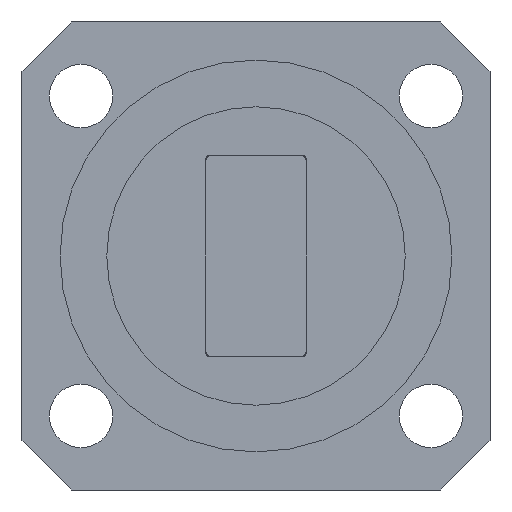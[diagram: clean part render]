
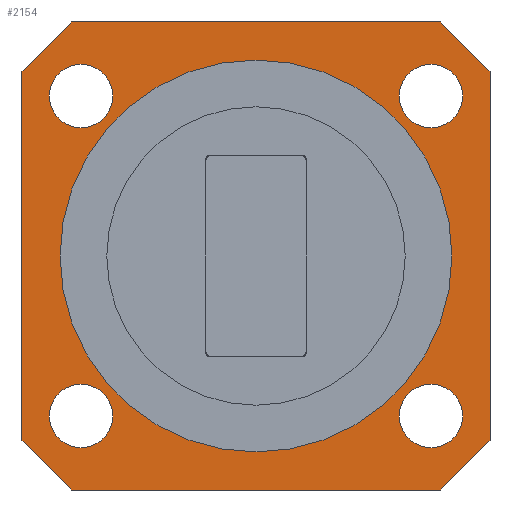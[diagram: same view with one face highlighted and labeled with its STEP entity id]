
A CAD part, left-side view. The second image highlights one B-rep face of the part: STEP entity #2154.
In plain terms, the highlighted planar face has unit normal (-1, 0, 0).
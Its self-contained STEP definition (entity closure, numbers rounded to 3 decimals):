
#18 = CARTESIAN_POINT ( 'NONE',  ( -87., 15.05, 11.88 ) ) ;
#21 = EDGE_CURVE ( 'NONE', #988, #1703, #2861, .T. ) ;
#28 = CARTESIAN_POINT ( 'NONE',  ( -87., -15.05, -11.88 ) ) ;
#66 = DIRECTION ( 'NONE',  ( -1., 0., 0. ) ) ;
#68 = VERTEX_POINT ( 'NONE', #2053 ) ;
#108 = ORIENTED_EDGE ( 'NONE', *, *, #1647, .T. ) ;
#126 = EDGE_CURVE ( 'NONE', #315, #2331, #2794, .T. ) ;
#247 = FACE_BOUND ( 'NONE', #2599, .T. ) ;
#287 = EDGE_CURVE ( 'NONE', #1392, #1392, #1503, .T. ) ;
#301 = DIRECTION ( 'NONE',  ( -1., 0., 0. ) ) ;
#315 = VERTEX_POINT ( 'NONE', #3253 ) ;
#323 = EDGE_CURVE ( 'NONE', #1349, #1349, #3637, .T. ) ;
#342 = CARTESIAN_POINT ( 'NONE',  ( -87., -11.88, -15.05 ) ) ;
#348 = CARTESIAN_POINT ( 'NONE',  ( -87., -11.88, -15.05 ) ) ;
#362 = ORIENTED_EDGE ( 'NONE', *, *, #1496, .F. ) ;
#377 = VECTOR ( 'NONE', #1852, 1000. ) ;
#390 = EDGE_CURVE ( 'NONE', #2917, #988, #2129, .T. ) ;
#426 = EDGE_CURVE ( 'NONE', #68, #2596, #2428, .T. ) ;
#429 = ORIENTED_EDGE ( 'NONE', *, *, #1511, .F. ) ;
#431 = VERTEX_POINT ( 'NONE', #18 ) ;
#471 = CARTESIAN_POINT ( 'NONE',  ( -87., 11.25, 12.328 ) ) ;
#511 = CARTESIAN_POINT ( 'NONE',  ( -87., 0., 0. ) ) ;
#549 = VECTOR ( 'NONE', #1871, 1000. ) ;
#551 = DIRECTION ( 'NONE',  ( -1., 0., 0. ) ) ;
#557 = AXIS2_PLACEMENT_3D ( 'NONE', #3608, #2044, #3288 ) ;
#564 = PLANE ( 'NONE',  #3815 ) ;
#598 = AXIS2_PLACEMENT_3D ( 'NONE', #3298, #551, #2938 ) ;
#599 = EDGE_LOOP ( 'NONE', ( #768 ) ) ;
#684 = VECTOR ( 'NONE', #1144, 1000. ) ;
#744 = VERTEX_POINT ( 'NONE', #471 ) ;
#768 = ORIENTED_EDGE ( 'NONE', *, *, #323, .F. ) ;
#790 = VECTOR ( 'NONE', #3871, 1000. ) ;
#869 = CIRCLE ( 'NONE', #3103, 2.042 ) ;
#889 = DIRECTION ( 'NONE',  ( 0., 0.707, -0.707 ) ) ;
#955 = EDGE_LOOP ( 'NONE', ( #1412, #2965, #3809, #108, #2927, #3588, #1973, #3259 ) ) ;
#988 = VERTEX_POINT ( 'NONE', #28 ) ;
#1030 = CARTESIAN_POINT ( 'NONE',  ( -87., -15.05, 11.88 ) ) ;
#1057 = CARTESIAN_POINT ( 'NONE',  ( -87., 11.25, -8.243 ) ) ;
#1076 = LINE ( 'NONE', #3547, #790 ) ;
#1144 = DIRECTION ( 'NONE',  ( 0., 0., 1. ) ) ;
#1155 = DIRECTION ( 'NONE',  ( 0., 1., 0. ) ) ;
#1220 = DIRECTION ( 'NONE',  ( 1., 0., 0. ) ) ;
#1275 = DIRECTION ( 'NONE',  ( 0., 0., 1. ) ) ;
#1310 = CARTESIAN_POINT ( 'NONE',  ( -87., 15.05, -11.88 ) ) ;
#1327 = CARTESIAN_POINT ( 'NONE',  ( -87., 0., 12.6 ) ) ;
#1343 = CARTESIAN_POINT ( 'NONE',  ( -87., -15.05, 15.05 ) ) ;
#1349 = VERTEX_POINT ( 'NONE', #1327 ) ;
#1392 = VERTEX_POINT ( 'NONE', #1700 ) ;
#1412 = ORIENTED_EDGE ( 'NONE', *, *, #21, .T. ) ;
#1496 = EDGE_CURVE ( 'NONE', #2907, #2907, #2111, .T. ) ;
#1503 = CIRCLE ( 'NONE', #598, 2.042 ) ;
#1511 = EDGE_CURVE ( 'NONE', #3450, #3450, #2988, .T. ) ;
#1526 = CARTESIAN_POINT ( 'NONE',  ( -87., 11.88, 15.05 ) ) ;
#1563 = ORIENTED_EDGE ( 'NONE', *, *, #1573, .F. ) ;
#1573 = EDGE_CURVE ( 'NONE', #744, #744, #869, .T. ) ;
#1598 = DIRECTION ( 'NONE',  ( 0., -0.707, -0.707 ) ) ;
#1623 = EDGE_CURVE ( 'NONE', #1703, #68, #2711, .T. ) ;
#1647 = EDGE_CURVE ( 'NONE', #2596, #431, #3681, .T. ) ;
#1700 = CARTESIAN_POINT ( 'NONE',  ( -87., -11.25, -8.242 ) ) ;
#1703 = VERTEX_POINT ( 'NONE', #1030 ) ;
#1758 = CARTESIAN_POINT ( 'NONE',  ( -87., -11.25, 10.285 ) ) ;
#1851 = EDGE_LOOP ( 'NONE', ( #429 ) ) ;
#1852 = DIRECTION ( 'NONE',  ( 0., 0.707, 0.707 ) ) ;
#1871 = DIRECTION ( 'NONE',  ( 0., -0.707, 0.707 ) ) ;
#1973 = ORIENTED_EDGE ( 'NONE', *, *, #3240, .T. ) ;
#2044 = DIRECTION ( 'NONE',  ( -1., 0., 0. ) ) ;
#2053 = CARTESIAN_POINT ( 'NONE',  ( -87., -11.88, 15.05 ) ) ;
#2099 = VECTOR ( 'NONE', #1155, 1000. ) ;
#2107 = FACE_BOUND ( 'NONE', #599, .T. ) ;
#2111 = CIRCLE ( 'NONE', #2731, 2.042 ) ;
#2129 = LINE ( 'NONE', #342, #549 ) ;
#2154 = ADVANCED_FACE ( 'NONE', ( #2694, #3855, #247, #3629, #2107, #3313 ), #564, .F. ) ;
#2187 = CARTESIAN_POINT ( 'NONE',  ( -87., 0., 0. ) ) ;
#2232 = CARTESIAN_POINT ( 'NONE',  ( -87., 11.88, 15.05 ) ) ;
#2262 = ORIENTED_EDGE ( 'NONE', *, *, #287, .F. ) ;
#2331 = VERTEX_POINT ( 'NONE', #2992 ) ;
#2373 = DIRECTION ( 'NONE',  ( 0., 0., 1. ) ) ;
#2408 = CARTESIAN_POINT ( 'NONE',  ( -87., -15.05, -15.05 ) ) ;
#2428 = LINE ( 'NONE', #2695, #2099 ) ;
#2440 = CARTESIAN_POINT ( 'NONE',  ( -87., -15.05, 11.88 ) ) ;
#2445 = DIRECTION ( 'NONE',  ( 0., 0., -1. ) ) ;
#2482 = AXIS2_PLACEMENT_3D ( 'NONE', #2187, #66, #1275 ) ;
#2587 = VECTOR ( 'NONE', #3631, 1000. ) ;
#2596 = VERTEX_POINT ( 'NONE', #2232 ) ;
#2599 = EDGE_LOOP ( 'NONE', ( #362 ) ) ;
#2694 = FACE_BOUND ( 'NONE', #1851, .T. ) ;
#2695 = CARTESIAN_POINT ( 'NONE',  ( -87., 15.05, 15.05 ) ) ;
#2711 = LINE ( 'NONE', #2440, #377 ) ;
#2731 = AXIS2_PLACEMENT_3D ( 'NONE', #1758, #3893, #2373 ) ;
#2794 = LINE ( 'NONE', #1310, #3928 ) ;
#2797 = VECTOR ( 'NONE', #889, 1000. ) ;
#2861 = LINE ( 'NONE', #1343, #684 ) ;
#2907 = VERTEX_POINT ( 'NONE', #3475 ) ;
#2917 = VERTEX_POINT ( 'NONE', #348 ) ;
#2927 = ORIENTED_EDGE ( 'NONE', *, *, #3447, .T. ) ;
#2938 = DIRECTION ( 'NONE',  ( 0., 0., 1. ) ) ;
#2965 = ORIENTED_EDGE ( 'NONE', *, *, #1623, .T. ) ;
#2970 = LINE ( 'NONE', #2408, #2587 ) ;
#2988 = CIRCLE ( 'NONE', #557, 2.042 ) ;
#2992 = CARTESIAN_POINT ( 'NONE',  ( -87., 11.88, -15.05 ) ) ;
#3103 = AXIS2_PLACEMENT_3D ( 'NONE', #3644, #301, #3953 ) ;
#3137 = EDGE_LOOP ( 'NONE', ( #2262 ) ) ;
#3240 = EDGE_CURVE ( 'NONE', #2331, #2917, #2970, .T. ) ;
#3253 = CARTESIAN_POINT ( 'NONE',  ( -87., 15.05, -11.88 ) ) ;
#3259 = ORIENTED_EDGE ( 'NONE', *, *, #390, .T. ) ;
#3283 = EDGE_LOOP ( 'NONE', ( #1563 ) ) ;
#3288 = DIRECTION ( 'NONE',  ( 0., 0., 1. ) ) ;
#3298 = CARTESIAN_POINT ( 'NONE',  ( -87., -11.25, -10.285 ) ) ;
#3313 = FACE_OUTER_BOUND ( 'NONE', #955, .T. ) ;
#3447 = EDGE_CURVE ( 'NONE', #431, #315, #1076, .T. ) ;
#3450 = VERTEX_POINT ( 'NONE', #1057 ) ;
#3475 = CARTESIAN_POINT ( 'NONE',  ( -87., -11.25, 12.328 ) ) ;
#3547 = CARTESIAN_POINT ( 'NONE',  ( -87., 15.05, -15.05 ) ) ;
#3588 = ORIENTED_EDGE ( 'NONE', *, *, #126, .T. ) ;
#3608 = CARTESIAN_POINT ( 'NONE',  ( -87., 11.25, -10.285 ) ) ;
#3629 = FACE_BOUND ( 'NONE', #3137, .T. ) ;
#3631 = DIRECTION ( 'NONE',  ( 0., -1., 0. ) ) ;
#3637 = CIRCLE ( 'NONE', #2482, 12.6 ) ;
#3644 = CARTESIAN_POINT ( 'NONE',  ( -87., 11.25, 10.285 ) ) ;
#3681 = LINE ( 'NONE', #1526, #2797 ) ;
#3809 = ORIENTED_EDGE ( 'NONE', *, *, #426, .T. ) ;
#3815 = AXIS2_PLACEMENT_3D ( 'NONE', #511, #1220, #2445 ) ;
#3855 = FACE_BOUND ( 'NONE', #3283, .T. ) ;
#3871 = DIRECTION ( 'NONE',  ( 0., 0., -1. ) ) ;
#3893 = DIRECTION ( 'NONE',  ( -1., 0., 0. ) ) ;
#3928 = VECTOR ( 'NONE', #1598, 1000. ) ;
#3953 = DIRECTION ( 'NONE',  ( 0., 0., 1. ) ) ;
